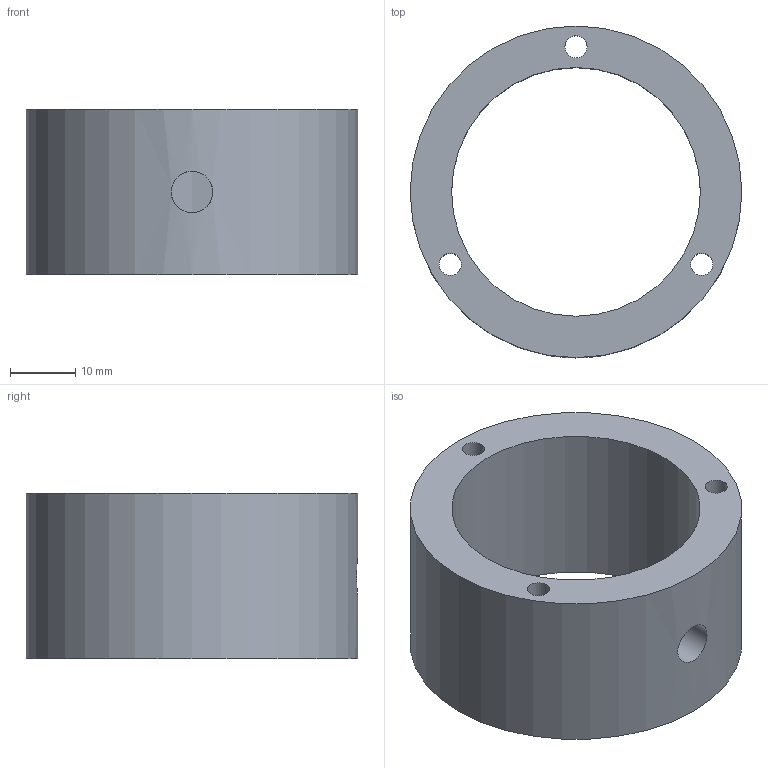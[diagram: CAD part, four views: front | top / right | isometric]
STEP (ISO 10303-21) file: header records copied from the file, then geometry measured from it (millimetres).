
FILE_DESCRIPTION(/* description */ (''),/* implementation_level */ '2;1');
FILE_NAME(/* name */ 'Housing_v14.step',/* time_stamp */ '2023-03-04T11:19:36-05:00',/* author */ (''),/* organization */ (''),/* preprocessor_version */ 'ST-DEVELOPER v19.2',/* originating_system */ 'Autodesk Translation Framework v11.17.0.187',/* authorisation */ '');
FILE_SCHEMA (('AUTOMOTIVE_DESIGN { 1 0 10303 214 3 1 1 }'));
Length unit declared in the file: inch
Products named in the file (1): Housing
Bounding box: 50.8 x 50.8 x 25.4 mm (x, y, z)
Volume: 21623 mm3; surface area: 9694.1 mm2
Topology: 1 solids, 1 shells, 8 faces, 21 edges, 15 vertices
Faces by surface type: cylinder 6, plane 2
Full cylindrical faces by diameter (mm): 3.416 x3, 6.35 x1, 38.1 x1, 50.8 x1
Entity records: 374 total; most frequent: CARTESIAN_POINT 115, DIRECTION 44, ORIENTED_EDGE 42, EDGE_CURVE 21, AXIS2_PLACEMENT_3D 19, EDGE_LOOP 18, VERTEX_POINT 15, FACE_BOUND 10
